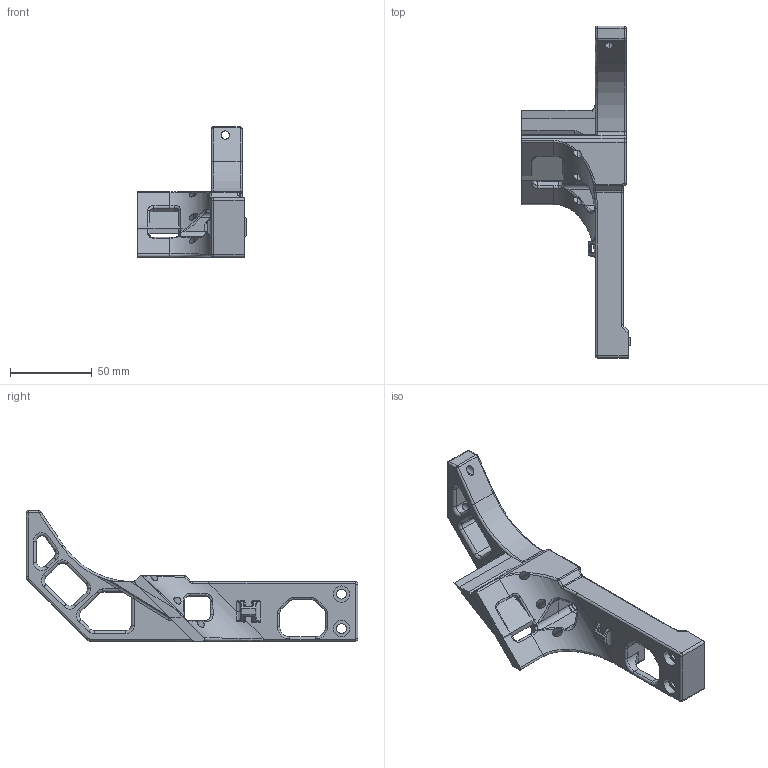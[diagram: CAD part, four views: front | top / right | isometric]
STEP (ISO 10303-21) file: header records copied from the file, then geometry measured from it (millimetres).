
FILE_DESCRIPTION (( 'STEP AP214' ), '1' );
FILE_NAME ('GB3+ XY Upright - Modified.STEP', '2026-02-01T20:41:56', ( '' ), ( '' ), 'SwSTEP 2.0', 'SolidWorks 2019', '' );
FILE_SCHEMA (( 'AUTOMOTIVE_DESIGN' ));
Length unit declared in the file: inch
Products named in the file (1): GB3+ XY Upright - Modified
Bounding box: 66.27 x 202.5 x 79.5 mm (x, y, z)
Volume: 130489.3 mm3; surface area: 39913.9 mm2
Topology: 2 solids, 2 shells, 431 faces, 1084 edges, 636 vertices
Faces by surface type: cylinder 189, plane 108, torus 70, bspline 48, sphere 16
Entity records: 14436 total; most frequent: CARTESIAN_POINT 4396, ORIENTED_EDGE 2138, DIRECTION 2112, EDGE_CURVE 1069, AXIS2_PLACEMENT_3D 818, VERTEX_POINT 636, LINE 476, VECTOR 476
